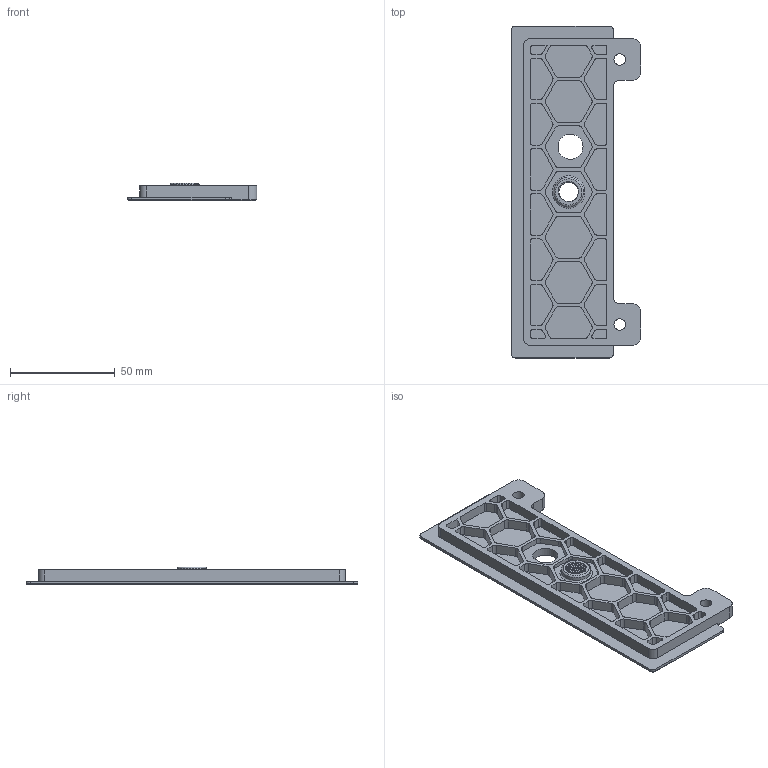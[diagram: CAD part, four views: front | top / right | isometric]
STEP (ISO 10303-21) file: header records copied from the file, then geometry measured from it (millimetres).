
FILE_DESCRIPTION(/* description */ (''),/* implementation_level */ '2;1');
FILE_NAME(/* name */ 'f641ad31-10a4-4ae8-8f17-87f359620e3a.stp',/* time_stamp */ '2023-01-14T14:26:39Z',/* author */ (''),/* organization */ (''),/* preprocessor_version */ 'ST-DEVELOPER v19.2',/* originating_system */ 'Autodesk Translation Framework v11.17.0.187',/* authorisation */ '');
FILE_SCHEMA (('AUTOMOTIVE_DESIGN { 1 0 10303 214 3 1 1 }'));
Length unit declared in the file: millimetre
Products named in the file (1): Exhaust_cover
Bounding box: 61.8 x 158.6 x 8.4 mm (x, y, z)
Volume: 31019.7 mm3; surface area: 25161.9 mm2
Topology: 1 solids, 1 shells, 345 faces, 929 edges, 610 vertices
Faces by surface type: plane 172, cylinder 154, cone 15, bspline 4
Full cylindrical faces by diameter (mm): 5.5 x2, 9.335 x5, 10.147 x6, 14 x1
Entity records: 12522 total; most frequent: CARTESIAN_POINT 3632, ORIENTED_EDGE 1858, DIRECTION 1854, EDGE_CURVE 929, AXIS2_PLACEMENT_3D 632, VERTEX_POINT 610, LINE 590, VECTOR 590
